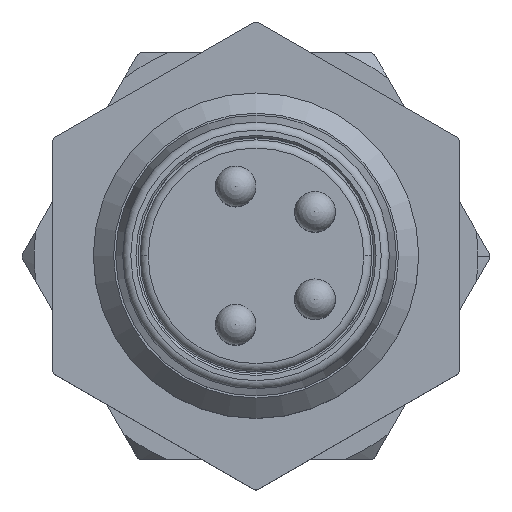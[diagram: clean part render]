
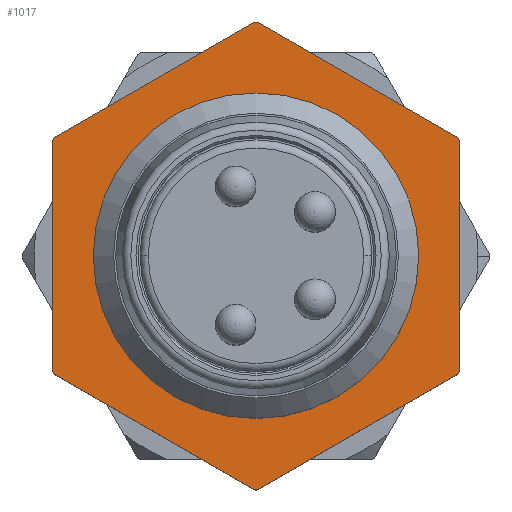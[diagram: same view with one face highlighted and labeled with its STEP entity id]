
A CAD part, top view. The second image highlights one B-rep face of the part: STEP entity #1017.
In plain terms, the highlighted planar face has unit normal (0, 0, 1).
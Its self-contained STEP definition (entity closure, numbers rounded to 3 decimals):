
#790=LINE('',#3995,#881);
#791=LINE('',#3999,#882);
#792=LINE('',#4003,#883);
#793=LINE('',#4007,#884);
#794=LINE('',#4011,#885);
#795=LINE('',#4015,#886);
#881=VECTOR('',#3237,1.);
#882=VECTOR('',#3240,1.);
#883=VECTOR('',#3243,1.);
#884=VECTOR('',#3246,1.);
#885=VECTOR('',#3249,1.);
#886=VECTOR('',#3252,1.);
#973=PLANE('',#2888);
#1017=ADVANCED_FACE('',(#1240,#1241),#973,.F.);
#1240=FACE_BOUND('',#1356,.T.);
#1241=FACE_BOUND('',#1357,.T.);
#1356=EDGE_LOOP('',(#1571));
#1357=EDGE_LOOP('',(#1572,#1573,#1574,#1575,#1576,#1577,#1578,#1579,#1580,
#1581,#1582,#1583));
#1571=ORIENTED_EDGE('',*,*,#2390,.T.);
#1572=ORIENTED_EDGE('',*,*,#2391,.F.);
#1573=ORIENTED_EDGE('',*,*,#2392,.T.);
#1574=ORIENTED_EDGE('',*,*,#2393,.F.);
#1575=ORIENTED_EDGE('',*,*,#2394,.T.);
#1576=ORIENTED_EDGE('',*,*,#2395,.F.);
#1577=ORIENTED_EDGE('',*,*,#2396,.T.);
#1578=ORIENTED_EDGE('',*,*,#2397,.F.);
#1579=ORIENTED_EDGE('',*,*,#2398,.F.);
#1580=ORIENTED_EDGE('',*,*,#2399,.F.);
#1581=ORIENTED_EDGE('',*,*,#2400,.F.);
#1582=ORIENTED_EDGE('',*,*,#2401,.F.);
#1583=ORIENTED_EDGE('',*,*,#2402,.F.);
#2179=VERTEX_POINT('',#3991);
#2180=VERTEX_POINT('',#3993);
#2181=VERTEX_POINT('',#3994);
#2182=VERTEX_POINT('',#3996);
#2183=VERTEX_POINT('',#3998);
#2184=VERTEX_POINT('',#4000);
#2185=VERTEX_POINT('',#4002);
#2186=VERTEX_POINT('',#4004);
#2187=VERTEX_POINT('',#4006);
#2188=VERTEX_POINT('',#4008);
#2189=VERTEX_POINT('',#4010);
#2190=VERTEX_POINT('',#4012);
#2191=VERTEX_POINT('',#4014);
#2390=EDGE_CURVE('',#2179,#2179,#2694,.T.);
#2391=EDGE_CURVE('',#2180,#2181,#2695,.T.);
#2392=EDGE_CURVE('',#2180,#2182,#790,.T.);
#2393=EDGE_CURVE('',#2183,#2182,#2696,.T.);
#2394=EDGE_CURVE('',#2183,#2184,#791,.T.);
#2395=EDGE_CURVE('',#2185,#2184,#2697,.T.);
#2396=EDGE_CURVE('',#2185,#2186,#792,.T.);
#2397=EDGE_CURVE('',#2187,#2186,#2698,.T.);
#2398=EDGE_CURVE('',#2188,#2187,#793,.T.);
#2399=EDGE_CURVE('',#2189,#2188,#2699,.T.);
#2400=EDGE_CURVE('',#2190,#2189,#794,.T.);
#2401=EDGE_CURVE('',#2191,#2190,#2700,.T.);
#2402=EDGE_CURVE('',#2181,#2191,#795,.T.);
#2694=CIRCLE('',#2881,3.4);
#2695=CIRCLE('',#2882,5.75);
#2696=CIRCLE('',#2883,5.75);
#2697=CIRCLE('',#2884,5.75);
#2698=CIRCLE('',#2885,5.75);
#2699=CIRCLE('',#2886,5.75);
#2700=CIRCLE('',#2887,5.75);
#2881=AXIS2_PLACEMENT_3D('',#3990,#3233,#3234);
#2882=AXIS2_PLACEMENT_3D('',#3992,#3235,#3236);
#2883=AXIS2_PLACEMENT_3D('',#3997,#3238,#3239);
#2884=AXIS2_PLACEMENT_3D('',#4001,#3241,#3242);
#2885=AXIS2_PLACEMENT_3D('',#4005,#3244,#3245);
#2886=AXIS2_PLACEMENT_3D('',#4009,#3247,#3248);
#2887=AXIS2_PLACEMENT_3D('',#4013,#3250,#3251);
#2888=AXIS2_PLACEMENT_3D('',#4016,#3253,#3254);
#3233=DIRECTION('',(0.,0.,-1.));
#3234=DIRECTION('',(-1.,0.,0.));
#3235=DIRECTION('',(0.,0.,-1.));
#3236=DIRECTION('',(-1.,0.,0.));
#3237=DIRECTION('',(-0.866,-0.5,0.));
#3238=DIRECTION('',(0.,0.,-1.));
#3239=DIRECTION('',(-1.,0.,0.));
#3240=DIRECTION('',(0.,-1.,0.));
#3241=DIRECTION('',(0.,0.,-1.));
#3242=DIRECTION('',(-1.,0.,0.));
#3243=DIRECTION('',(0.866,-0.5,0.));
#3244=DIRECTION('',(0.,0.,-1.));
#3245=DIRECTION('',(-1.,0.,0.));
#3246=DIRECTION('',(-0.866,-0.5,0.));
#3247=DIRECTION('',(0.,0.,-1.));
#3248=DIRECTION('',(-1.,0.,0.));
#3249=DIRECTION('',(0.,-1.,0.));
#3250=DIRECTION('',(0.,0.,-1.));
#3251=DIRECTION('',(-1.,0.,0.));
#3252=DIRECTION('',(0.866,-0.5,0.));
#3253=DIRECTION('',(0.,0.,-1.));
#3254=DIRECTION('',(-1.,0.,0.));
#3990=CARTESIAN_POINT('',(-230.,10.,0.));
#3991=CARTESIAN_POINT('',(-233.4,10.,0.));
#3992=CARTESIAN_POINT('',(-230.,10.,0.));
#3993=CARTESIAN_POINT('',(-230.041,15.75,0.));
#3994=CARTESIAN_POINT('',(-229.959,15.75,0.));
#3995=CARTESIAN_POINT('',(-232.5,14.33,0.));
#3996=CARTESIAN_POINT('',(-234.959,12.91,0.));
#3997=CARTESIAN_POINT('',(-230.,10.,0.));
#3998=CARTESIAN_POINT('',(-235.,12.839,0.));
#3999=CARTESIAN_POINT('',(-235.,10.,0.));
#4000=CARTESIAN_POINT('',(-235.,7.161,0.));
#4001=CARTESIAN_POINT('',(-230.,10.,0.));
#4002=CARTESIAN_POINT('',(-234.959,7.09,0.));
#4003=CARTESIAN_POINT('',(-232.5,5.67,0.));
#4004=CARTESIAN_POINT('',(-230.041,4.25,0.));
#4005=CARTESIAN_POINT('',(-230.,10.,0.));
#4006=CARTESIAN_POINT('',(-229.959,4.25,0.));
#4007=CARTESIAN_POINT('',(-227.5,5.67,0.));
#4008=CARTESIAN_POINT('',(-225.041,7.09,0.));
#4009=CARTESIAN_POINT('',(-230.,10.,0.));
#4010=CARTESIAN_POINT('',(-225.,7.161,0.));
#4011=CARTESIAN_POINT('',(-225.,10.,0.));
#4012=CARTESIAN_POINT('',(-225.,12.839,0.));
#4013=CARTESIAN_POINT('',(-230.,10.,0.));
#4014=CARTESIAN_POINT('',(-225.041,12.91,0.));
#4015=CARTESIAN_POINT('',(-227.5,14.33,0.));
#4016=CARTESIAN_POINT('',(-230.,10.,0.));
